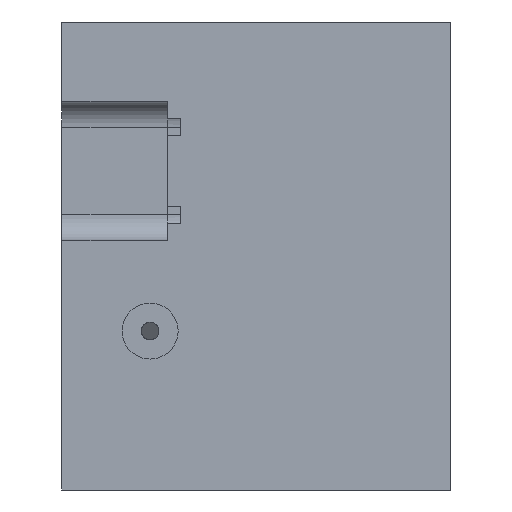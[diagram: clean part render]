
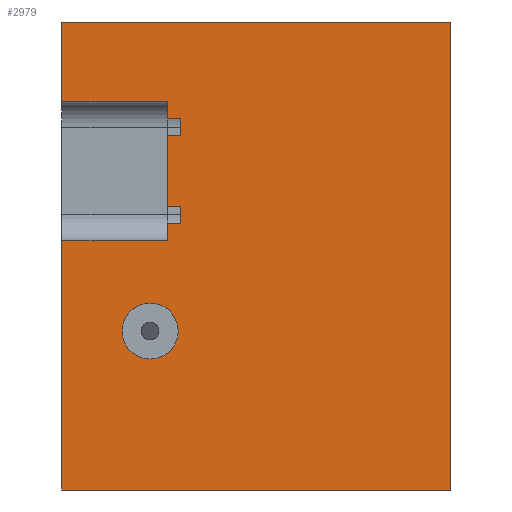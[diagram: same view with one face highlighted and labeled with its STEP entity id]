
A CAD part, left-side view. The second image highlights one B-rep face of the part: STEP entity #2979.
In plain terms, the highlighted planar face has unit normal (-1, 0, 0).
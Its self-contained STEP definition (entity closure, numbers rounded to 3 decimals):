
#19 = CARTESIAN_POINT ( 'NONE',  ( 7., -1.5, 4.125 ) ) ;
#33 = VERTEX_POINT ( 'NONE', #5500 ) ;
#194 = ORIENTED_EDGE ( 'NONE', *, *, #4088, .F. ) ;
#214 = VERTEX_POINT ( 'NONE', #8934 ) ;
#227 = VECTOR ( 'NONE', #7586, 1000. ) ;
#242 = EDGE_CURVE ( 'NONE', #4393, #214, #8227, .T. ) ;
#312 = CARTESIAN_POINT ( 'NONE',  ( 7., 12., 25. ) ) ;
#337 = VERTEX_POINT ( 'NONE', #3515 ) ;
#525 = DIRECTION ( 'NONE',  ( 0., 0., -1. ) ) ;
#559 = VECTOR ( 'NONE', #6261, 1000. ) ;
#636 = CARTESIAN_POINT ( 'NONE',  ( 7., 0., -1.5 ) ) ;
#673 = DIRECTION ( 'NONE',  ( 0., 1., 0. ) ) ;
#715 = DIRECTION ( 'NONE',  ( 0., 0., 1. ) ) ;
#731 = LINE ( 'NONE', #9095, #559 ) ;
#734 = LINE ( 'NONE', #3612, #5945 ) ;
#777 = FACE_BOUND ( 'NONE', #8399, .T. ) ;
#885 = CARTESIAN_POINT ( 'NONE',  ( 7., 12., 16. ) ) ;
#1065 = VERTEX_POINT ( 'NONE', #6188 ) ;
#1090 = EDGE_CURVE ( 'NONE', #9177, #2204, #734, .T. ) ;
#1241 = DIRECTION ( 'NONE',  ( 0., 1., 0. ) ) ;
#1267 = ORIENTED_EDGE ( 'NONE', *, *, #1522, .T. ) ;
#1278 = ORIENTED_EDGE ( 'NONE', *, *, #2252, .T. ) ;
#1284 = CARTESIAN_POINT ( 'NONE',  ( 7., -1.5, 14.125 ) ) ;
#1290 = CARTESIAN_POINT ( 'NONE',  ( 7., -95.683, -28. ) ) ;
#1416 = LINE ( 'NONE', #1290, #5657 ) ;
#1457 = EDGE_CURVE ( 'NONE', #4980, #337, #1416, .T. ) ;
#1490 = VECTOR ( 'NONE', #4448, 1000. ) ;
#1522 = EDGE_CURVE ( 'NONE', #5143, #2701, #7196, .T. ) ;
#1617 = VERTEX_POINT ( 'NONE', #4057 ) ;
#1646 = CARTESIAN_POINT ( 'NONE',  ( 7., 12., -20. ) ) ;
#1844 = CARTESIAN_POINT ( 'NONE',  ( 7., -1.5, 14.125 ) ) ;
#2123 = DIRECTION ( 'NONE',  ( 0., 0., 1. ) ) ;
#2204 = VERTEX_POINT ( 'NONE', #19 ) ;
#2220 = DIRECTION ( 'NONE',  ( -1., 0., 0. ) ) ;
#2238 = DIRECTION ( 'NONE',  ( 0., 1., 0. ) ) ;
#2252 = EDGE_CURVE ( 'NONE', #4981, #337, #3695, .T. ) ;
#2286 = VECTOR ( 'NONE', #2396, 1000. ) ;
#2296 = CARTESIAN_POINT ( 'NONE',  ( 7., 12., -20. ) ) ;
#2299 = CARTESIAN_POINT ( 'NONE',  ( 7., 0., 16. ) ) ;
#2301 = CARTESIAN_POINT ( 'NONE',  ( 7., 0., -1.5 ) ) ;
#2361 = VECTOR ( 'NONE', #4691, 1000. ) ;
#2375 = ORIENTED_EDGE ( 'NONE', *, *, #8072, .F. ) ;
#2391 = DIRECTION ( 'NONE',  ( 0., 0., 1. ) ) ;
#2396 = DIRECTION ( 'NONE',  ( 0., 0., -1. ) ) ;
#2406 = EDGE_CURVE ( 'NONE', #8332, #1065, #6030, .T. ) ;
#2471 = CARTESIAN_POINT ( 'NONE',  ( 7., -1.5, 12.125 ) ) ;
#2538 = DIRECTION ( 'NONE',  ( 0., 1., 0. ) ) ;
#2701 = VERTEX_POINT ( 'NONE', #885 ) ;
#2705 = DIRECTION ( 'NONE',  ( 0., 0., 1. ) ) ;
#2767 = VERTEX_POINT ( 'NONE', #4746 ) ;
#2851 = LINE ( 'NONE', #5703, #7392 ) ;
#2979 = ADVANCED_FACE ( 'NONE', ( #777, #3611 ), #5772, .T. ) ;
#2985 = CARTESIAN_POINT ( 'NONE',  ( 7., 0., 0.25 ) ) ;
#3021 = CARTESIAN_POINT ( 'NONE',  ( 7., -95.683, 25. ) ) ;
#3206 = EDGE_LOOP ( 'NONE', ( #1278, #7188, #2375, #7039, #1267, #7856, #5880, #8053, #3257, #8248, #4050, #5329, #6616, #5616, #194, #7415 ) ) ;
#3219 = VECTOR ( 'NONE', #2238, 1000. ) ;
#3257 = ORIENTED_EDGE ( 'NONE', *, *, #8619, .F. ) ;
#3481 = CARTESIAN_POINT ( 'NONE',  ( 7., -32., 25. ) ) ;
#3515 = CARTESIAN_POINT ( 'NONE',  ( 7., 12., -28. ) ) ;
#3611 = FACE_OUTER_BOUND ( 'NONE', #3206, .T. ) ;
#3612 = CARTESIAN_POINT ( 'NONE',  ( 7., -1.5, 2.125 ) ) ;
#3641 = CARTESIAN_POINT ( 'NONE',  ( 7., -1.5, 2.125 ) ) ;
#3683 = VERTEX_POINT ( 'NONE', #3481 ) ;
#3695 = LINE ( 'NONE', #2296, #2286 ) ;
#3703 = CARTESIAN_POINT ( 'NONE',  ( 7., -32., -28. ) ) ;
#3771 = AXIS2_PLACEMENT_3D ( 'NONE', #8608, #2220, #5072 ) ;
#3837 = CIRCLE ( 'NONE', #6224, 3.175 ) ;
#4003 = EDGE_CURVE ( 'NONE', #7577, #2701, #4563, .T. ) ;
#4050 = ORIENTED_EDGE ( 'NONE', *, *, #5554, .F. ) ;
#4057 = CARTESIAN_POINT ( 'NONE',  ( 7., 1.994, -6.825 ) ) ;
#4088 = EDGE_CURVE ( 'NONE', #8834, #2767, #7024, .T. ) ;
#4241 = CARTESIAN_POINT ( 'NONE',  ( 7., -1.5, 2.125 ) ) ;
#4252 = DIRECTION ( 'NONE',  ( -1., 0., 0. ) ) ;
#4393 = VERTEX_POINT ( 'NONE', #1284 ) ;
#4448 = DIRECTION ( 'NONE',  ( 0., 0., -1. ) ) ;
#4486 = DIRECTION ( 'NONE',  ( 0., 1., 0. ) ) ;
#4560 = AXIS2_PLACEMENT_3D ( 'NONE', #4913, #4252, #715 ) ;
#4563 = LINE ( 'NONE', #6706, #5436 ) ;
#4621 = ORIENTED_EDGE ( 'NONE', *, *, #8758, .F. ) ;
#4638 = ORIENTED_EDGE ( 'NONE', *, *, #7712, .F. ) ;
#4691 = DIRECTION ( 'NONE',  ( 0., 1., 0. ) ) ;
#4744 = CARTESIAN_POINT ( 'NONE',  ( 7., 0., 4.125 ) ) ;
#4746 = CARTESIAN_POINT ( 'NONE',  ( 7., 0., 2.125 ) ) ;
#4913 = CARTESIAN_POINT ( 'NONE',  ( 7., 1.994, -10. ) ) ;
#4980 = VERTEX_POINT ( 'NONE', #3703 ) ;
#4981 = VERTEX_POINT ( 'NONE', #7777 ) ;
#5072 = DIRECTION ( 'NONE',  ( 0., 0., 1. ) ) ;
#5143 = VERTEX_POINT ( 'NONE', #312 ) ;
#5152 = LINE ( 'NONE', #2301, #7545 ) ;
#5182 = EDGE_CURVE ( 'NONE', #2204, #6031, #7016, .T. ) ;
#5304 = VECTOR ( 'NONE', #2705, 1000. ) ;
#5329 = ORIENTED_EDGE ( 'NONE', *, *, #5182, .F. ) ;
#5353 = DIRECTION ( 'NONE',  ( 0., 1., 0. ) ) ;
#5432 = CARTESIAN_POINT ( 'NONE',  ( 7., -1.5, 4.125 ) ) ;
#5436 = VECTOR ( 'NONE', #5353, 1000. ) ;
#5500 = CARTESIAN_POINT ( 'NONE',  ( 7., 1.994, -13.175 ) ) ;
#5554 = EDGE_CURVE ( 'NONE', #6031, #1065, #9044, .T. ) ;
#5616 = ORIENTED_EDGE ( 'NONE', *, *, #8771, .T. ) ;
#5657 = VECTOR ( 'NONE', #673, 1000. ) ;
#5703 = CARTESIAN_POINT ( 'NONE',  ( 7., -1.5, 14.125 ) ) ;
#5772 = PLANE ( 'NONE',  #3771 ) ;
#5839 = CARTESIAN_POINT ( 'NONE',  ( 7., 1.994, -10. ) ) ;
#5859 = VECTOR ( 'NONE', #2538, 1000. ) ;
#5880 = ORIENTED_EDGE ( 'NONE', *, *, #6363, .F. ) ;
#5945 = VECTOR ( 'NONE', #2123, 1000. ) ;
#6030 = LINE ( 'NONE', #8870, #5859 ) ;
#6031 = VERTEX_POINT ( 'NONE', #4744 ) ;
#6188 = CARTESIAN_POINT ( 'NONE',  ( 7., 0., 12.125 ) ) ;
#6203 = VECTOR ( 'NONE', #525, 1000. ) ;
#6224 = AXIS2_PLACEMENT_3D ( 'NONE', #5839, #8591, #2391 ) ;
#6261 = DIRECTION ( 'NONE',  ( 0., -1., 0. ) ) ;
#6343 = CIRCLE ( 'NONE', #4560, 3.175 ) ;
#6363 = EDGE_CURVE ( 'NONE', #214, #7577, #5152, .T. ) ;
#6616 = ORIENTED_EDGE ( 'NONE', *, *, #1090, .F. ) ;
#6706 = CARTESIAN_POINT ( 'NONE',  ( 7., -84.825, 16. ) ) ;
#6882 = EDGE_CURVE ( 'NONE', #4981, #8834, #731, .T. ) ;
#7016 = LINE ( 'NONE', #5432, #7089 ) ;
#7024 = LINE ( 'NONE', #636, #227 ) ;
#7039 = ORIENTED_EDGE ( 'NONE', *, *, #8172, .T. ) ;
#7089 = VECTOR ( 'NONE', #1241, 1000. ) ;
#7188 = ORIENTED_EDGE ( 'NONE', *, *, #1457, .F. ) ;
#7196 = LINE ( 'NONE', #1646, #1490 ) ;
#7239 = LINE ( 'NONE', #3641, #8156 ) ;
#7251 = DIRECTION ( 'NONE',  ( 0., 0., 1. ) ) ;
#7392 = VECTOR ( 'NONE', #8545, 1000. ) ;
#7415 = ORIENTED_EDGE ( 'NONE', *, *, #6882, .F. ) ;
#7545 = VECTOR ( 'NONE', #7251, 1000. ) ;
#7577 = VERTEX_POINT ( 'NONE', #2299 ) ;
#7586 = DIRECTION ( 'NONE',  ( 0., 0., 1. ) ) ;
#7712 = EDGE_CURVE ( 'NONE', #33, #1617, #6343, .T. ) ;
#7777 = CARTESIAN_POINT ( 'NONE',  ( 7., 12., 0.25 ) ) ;
#7856 = ORIENTED_EDGE ( 'NONE', *, *, #4003, .F. ) ;
#8053 = ORIENTED_EDGE ( 'NONE', *, *, #242, .F. ) ;
#8072 = EDGE_CURVE ( 'NONE', #3683, #4980, #9040, .T. ) ;
#8156 = VECTOR ( 'NONE', #4486, 1000. ) ;
#8172 = EDGE_CURVE ( 'NONE', #3683, #5143, #8535, .T. ) ;
#8227 = LINE ( 'NONE', #1844, #2361 ) ;
#8248 = ORIENTED_EDGE ( 'NONE', *, *, #2406, .T. ) ;
#8332 = VERTEX_POINT ( 'NONE', #2471 ) ;
#8399 = EDGE_LOOP ( 'NONE', ( #4621, #4638 ) ) ;
#8535 = LINE ( 'NONE', #3021, #3219 ) ;
#8545 = DIRECTION ( 'NONE',  ( 0., 0., 1. ) ) ;
#8591 = DIRECTION ( 'NONE',  ( -1., 0., 0. ) ) ;
#8608 = CARTESIAN_POINT ( 'NONE',  ( 7., 0., 0. ) ) ;
#8619 = EDGE_CURVE ( 'NONE', #8332, #4393, #2851, .T. ) ;
#8758 = EDGE_CURVE ( 'NONE', #1617, #33, #3837, .T. ) ;
#8771 = EDGE_CURVE ( 'NONE', #9177, #2767, #7239, .T. ) ;
#8834 = VERTEX_POINT ( 'NONE', #2985 ) ;
#8870 = CARTESIAN_POINT ( 'NONE',  ( 7., -1.5, 12.125 ) ) ;
#8934 = CARTESIAN_POINT ( 'NONE',  ( 7., 0., 14.125 ) ) ;
#9040 = LINE ( 'NONE', #9087, #6203 ) ;
#9044 = LINE ( 'NONE', #9090, #5304 ) ;
#9087 = CARTESIAN_POINT ( 'NONE',  ( 7., -32., 25. ) ) ;
#9090 = CARTESIAN_POINT ( 'NONE',  ( 7., 0., -1.5 ) ) ;
#9095 = CARTESIAN_POINT ( 'NONE',  ( 7., 12., 0.25 ) ) ;
#9177 = VERTEX_POINT ( 'NONE', #4241 ) ;
